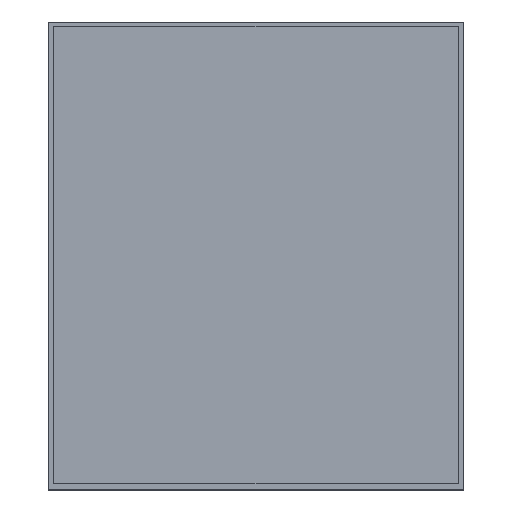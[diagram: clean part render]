
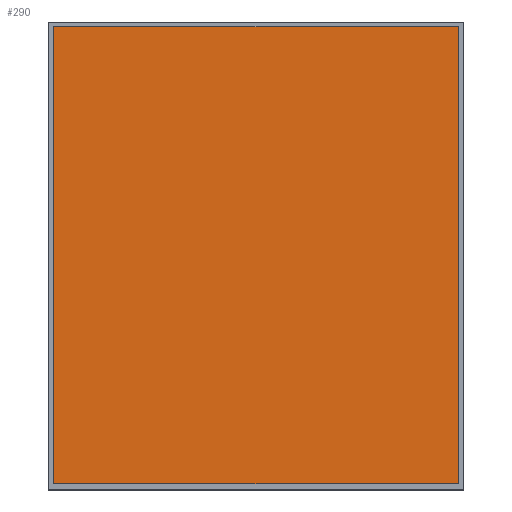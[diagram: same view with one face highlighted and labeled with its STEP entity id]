
A CAD part, top view. The second image highlights one B-rep face of the part: STEP entity #290.
In plain terms, the highlighted planar face has unit normal (0, 0, 1).
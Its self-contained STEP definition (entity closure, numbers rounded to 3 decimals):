
#25=FACE_OUTER_BOUND('',#41,.T.);
#41=EDGE_LOOP('',(#218,#219,#220,#221));
#64=LINE('',#430,#100);
#67=LINE('',#436,#103);
#70=LINE('',#442,#106);
#73=LINE('',#446,#109);
#100=VECTOR('',#355,10.);
#103=VECTOR('',#360,10.);
#106=VECTOR('',#365,10.);
#109=VECTOR('',#370,10.);
#132=VERTEX_POINT('',#427);
#133=VERTEX_POINT('',#429);
#135=VERTEX_POINT('',#435);
#137=VERTEX_POINT('',#441);
#160=EDGE_CURVE('',#133,#132,#64,.T.);
#163=EDGE_CURVE('',#135,#133,#67,.T.);
#166=EDGE_CURVE('',#137,#135,#70,.T.);
#169=EDGE_CURVE('',#132,#137,#73,.T.);
#218=ORIENTED_EDGE('',*,*,#169,.T.);
#219=ORIENTED_EDGE('',*,*,#166,.T.);
#220=ORIENTED_EDGE('',*,*,#163,.T.);
#221=ORIENTED_EDGE('',*,*,#160,.T.);
#263=PLANE('',#320);
#290=ADVANCED_FACE('',(#25),#263,.T.);
#320=AXIS2_PLACEMENT_3D('',#447,#371,#372);
#355=DIRECTION('',(-1.,0.,0.));
#360=DIRECTION('',(0.,1.,0.));
#365=DIRECTION('',(1.,0.,0.));
#370=DIRECTION('',(0.,-1.,0.));
#371=DIRECTION('center_axis',(0.,0.,1.));
#372=DIRECTION('ref_axis',(1.,0.,0.));
#427=CARTESIAN_POINT('',(0.01,0.89,1.3));
#429=CARTESIAN_POINT('',(0.79,0.89,1.3));
#430=CARTESIAN_POINT('',(0.79,0.89,1.3));
#435=CARTESIAN_POINT('',(0.79,0.01,1.3));
#436=CARTESIAN_POINT('',(0.79,0.01,1.3));
#441=CARTESIAN_POINT('',(0.01,0.01,1.3));
#442=CARTESIAN_POINT('',(0.01,0.01,1.3));
#446=CARTESIAN_POINT('',(0.01,0.89,1.3));
#447=CARTESIAN_POINT('Origin',(0.4,0.45,1.3));
